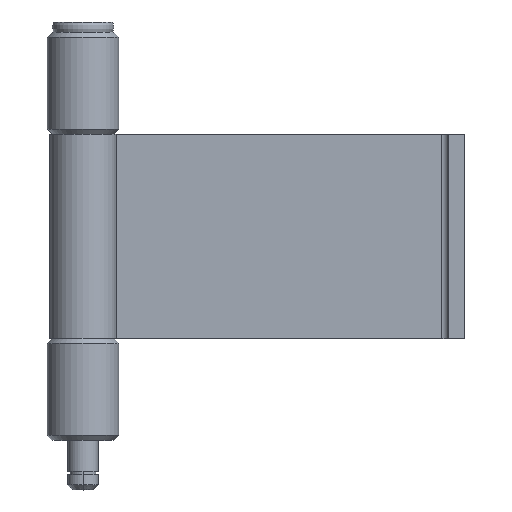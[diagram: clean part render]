
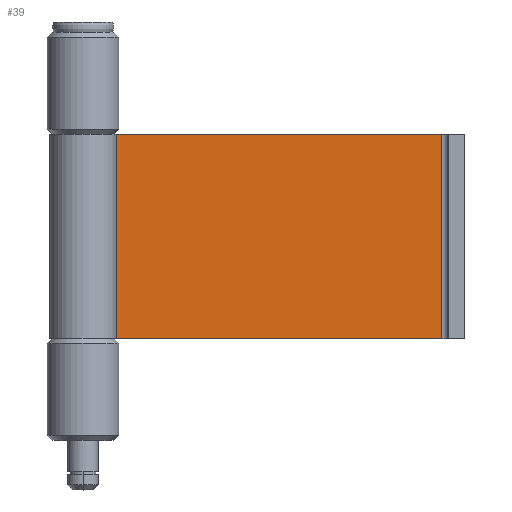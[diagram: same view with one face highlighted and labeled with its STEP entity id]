
A CAD part, top view. The second image highlights one B-rep face of the part: STEP entity #39.
In plain terms, the highlighted face is planar.
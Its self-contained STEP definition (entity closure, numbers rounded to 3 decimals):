
#10 = EDGE_CURVE ( 'NONE', #131, #195, #467, .T. ) ;
#23 = ORIENTED_EDGE ( 'NONE', *, *, #184, .T. ) ;
#24 = ORIENTED_EDGE ( 'NONE', *, *, #110, .F. ) ;
#30 = ORIENTED_EDGE ( 'NONE', *, *, #204, .F. ) ;
#35 = EDGE_LOOP ( 'NONE', ( #23, #24, #30, #37 ) ) ;
#37 = ORIENTED_EDGE ( 'NONE', *, *, #10, .T. ) ;
#39 = ADVANCED_FACE ( 'NONE', ( #495 ), #500, .F. ) ;
#59 = VERTEX_POINT ( 'NONE', #533 ) ;
#110 = EDGE_CURVE ( 'NONE', #59, #200, #597, .T. ) ;
#131 = VERTEX_POINT ( 'NONE', #617 ) ;
#184 = EDGE_CURVE ( 'NONE', #195, #200, #710, .T. ) ;
#195 = VERTEX_POINT ( 'NONE', #754 ) ;
#200 = VERTEX_POINT ( 'NONE', #740 ) ;
#204 = EDGE_CURVE ( 'NONE', #131, #59, #738, .T. ) ;
#464 = DIRECTION ( 'NONE',  ( 0., 0., -1. ) ) ;
#465 = VECTOR ( 'NONE', #464, 1000. ) ;
#466 = CARTESIAN_POINT ( 'NONE',  ( 1.3, 21.8, 20. ) ) ;
#467 = LINE ( 'NONE', #466, #465 ) ;
#491 = DIRECTION ( 'NONE',  ( 0., 0., 1. ) ) ;
#492 = DIRECTION ( 'NONE',  ( 0., 1., 0. ) ) ;
#493 = CARTESIAN_POINT ( 'NONE',  ( 1.3, 21.8, 20. ) ) ;
#494 = AXIS2_PLACEMENT_3D ( 'NONE', #493, #492, #491 ) ;
#495 = FACE_OUTER_BOUND ( 'NONE', #35, .T. ) ;
#500 = PLANE ( 'NONE',  #494 ) ;
#533 = CARTESIAN_POINT ( 'NONE',  ( 70.3, 21.8, 20. ) ) ;
#594 = DIRECTION ( 'NONE',  ( 0., 0., -1. ) ) ;
#595 = VECTOR ( 'NONE', #594, 1000. ) ;
#596 = CARTESIAN_POINT ( 'NONE',  ( 70.3, 21.8, 20. ) ) ;
#597 = LINE ( 'NONE', #596, #595 ) ;
#617 = CARTESIAN_POINT ( 'NONE',  ( 1.3, 21.8, 20. ) ) ;
#707 = DIRECTION ( 'NONE',  ( 1., 0., 0. ) ) ;
#708 = VECTOR ( 'NONE', #707, 1000. ) ;
#709 = CARTESIAN_POINT ( 'NONE',  ( 1.3, 21.8, -20. ) ) ;
#710 = LINE ( 'NONE', #709, #708 ) ;
#735 = DIRECTION ( 'NONE',  ( 1., 0., 0. ) ) ;
#736 = VECTOR ( 'NONE', #735, 1000. ) ;
#737 = CARTESIAN_POINT ( 'NONE',  ( 1.3, 21.8, 20. ) ) ;
#738 = LINE ( 'NONE', #737, #736 ) ;
#740 = CARTESIAN_POINT ( 'NONE',  ( 70.3, 21.8, -20. ) ) ;
#754 = CARTESIAN_POINT ( 'NONE',  ( 1.3, 21.8, -20. ) ) ;
